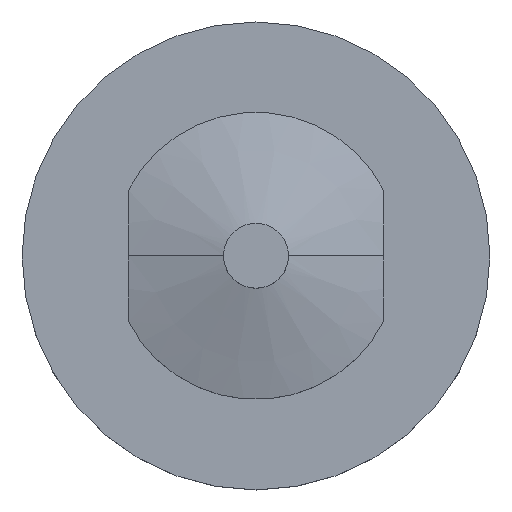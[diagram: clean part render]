
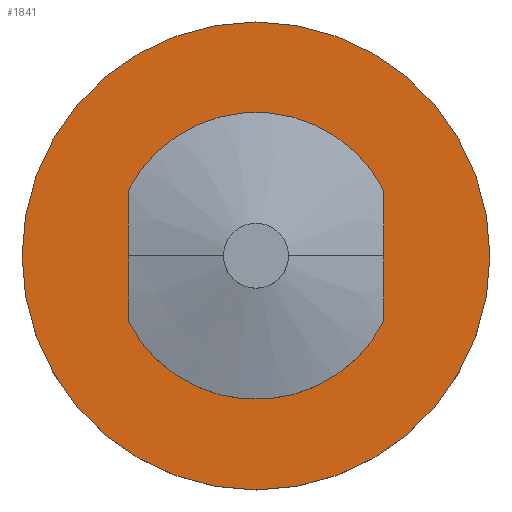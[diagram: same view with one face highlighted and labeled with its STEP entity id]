
A CAD part, top view. The second image highlights one B-rep face of the part: STEP entity #1841.
In plain terms, the highlighted planar face has unit normal (0, 0, 1).
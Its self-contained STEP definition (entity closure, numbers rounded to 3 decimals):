
#402 = VERTEX_POINT ( 'NONE', #4463 ) ;
#428 = VERTEX_POINT ( 'NONE', #4481 ) ;
#430 = VERTEX_POINT ( 'NONE', #4483 ) ;
#500 = EDGE_LOOP ( 'NONE', ( #2910, #2911 ) ) ;
#502 = EDGE_LOOP ( 'NONE', ( #2908, #2909 ) ) ;
#1841 = ADVANCED_FACE ( 'NONE', ( #6352, #6353 ), #5462, .F. ) ;
#1955 = EDGE_CURVE ( 'NONE', #430, #402, #6684, .T. ) ;
#1960 = EDGE_CURVE ( 'NONE', #8977, #428, #6687, .T. ) ;
#2684 = EDGE_CURVE ( 'NONE', #428, #8977, #6770, .T. ) ;
#2685 = EDGE_CURVE ( 'NONE', #402, #430, #6780, .T. ) ;
#2908 = ORIENTED_EDGE ( 'NONE', *, *, #2684, .F. ) ;
#2909 = ORIENTED_EDGE ( 'NONE', *, *, #1960, .F. ) ;
#2910 = ORIENTED_EDGE ( 'NONE', *, *, #1955, .F. ) ;
#2911 = ORIENTED_EDGE ( 'NONE', *, *, #2685, .F. ) ;
#4463 = CARTESIAN_POINT ( 'NONE',  ( 11., 0., 0. ) ) ;
#4481 = CARTESIAN_POINT ( 'NONE',  ( -5.55, 0., 0. ) ) ;
#4483 = CARTESIAN_POINT ( 'NONE',  ( -11., 0., 0. ) ) ;
#5462 = PLANE ( 'NONE',  #6254 ) ;
#5463 = CARTESIAN_POINT ( 'NONE',  ( 0., 0., 0. ) ) ;
#5464 = DIRECTION ( 'NONE',  ( 0., 0., -1. ) ) ;
#5465 = DIRECTION ( 'NONE',  ( -1., 0., 0. ) ) ;
#5808 = CARTESIAN_POINT ( 'NONE',  ( 0., 0., 0. ) ) ;
#5809 = DIRECTION ( 'NONE',  ( 0., 0., -1. ) ) ;
#5810 = DIRECTION ( 'NONE',  ( -1., 0., 0. ) ) ;
#5821 = CARTESIAN_POINT ( 'NONE',  ( 0., 0., 0. ) ) ;
#5822 = DIRECTION ( 'NONE',  ( 0., 0., 1. ) ) ;
#5823 = DIRECTION ( 'NONE',  ( -1., 0., 0. ) ) ;
#6254 = AXIS2_PLACEMENT_3D ( 'NONE', #5463, #5464, #5465 ) ;
#6352 = FACE_BOUND ( 'NONE', #502, .T. ) ;
#6353 = FACE_OUTER_BOUND ( 'NONE', #500, .T. ) ;
#6684 = CIRCLE ( 'NONE', #6686, 11. ) ;
#6686 = AXIS2_PLACEMENT_3D ( 'NONE', #5808, #5809, #5810 ) ;
#6687 = CIRCLE ( 'NONE', #6694, 5.55 ) ;
#6694 = AXIS2_PLACEMENT_3D ( 'NONE', #5821, #5822, #5823 ) ;
#6770 = CIRCLE ( 'NONE', #7918, 5.55 ) ;
#6780 = CIRCLE ( 'NONE', #7920, 11. ) ;
#7260 = CARTESIAN_POINT ( 'NONE',  ( 0., 0., 0. ) ) ;
#7261 = DIRECTION ( 'NONE',  ( 0., 0., 1. ) ) ;
#7262 = DIRECTION ( 'NONE',  ( -1., 0., 0. ) ) ;
#7263 = CARTESIAN_POINT ( 'NONE',  ( 0., 0., 0. ) ) ;
#7264 = DIRECTION ( 'NONE',  ( 0., 0., -1. ) ) ;
#7265 = DIRECTION ( 'NONE',  ( -1., 0., 0. ) ) ;
#7918 = AXIS2_PLACEMENT_3D ( 'NONE', #7260, #7261, #7262 ) ;
#7920 = AXIS2_PLACEMENT_3D ( 'NONE', #7263, #7264, #7265 ) ;
#8766 = CARTESIAN_POINT ( 'NONE',  ( 5.55, 0., 0. ) ) ;
#8977 = VERTEX_POINT ( 'NONE', #8766 ) ;
